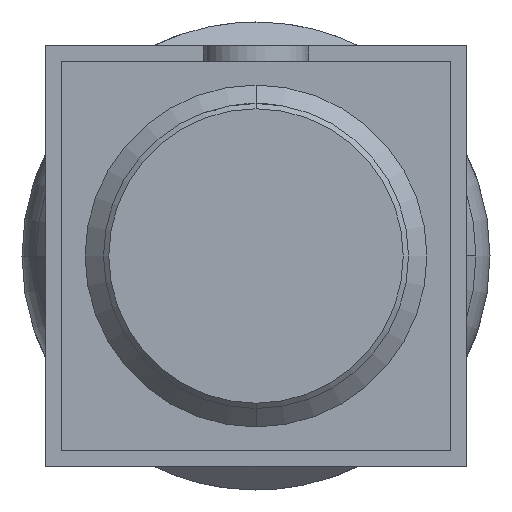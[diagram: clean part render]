
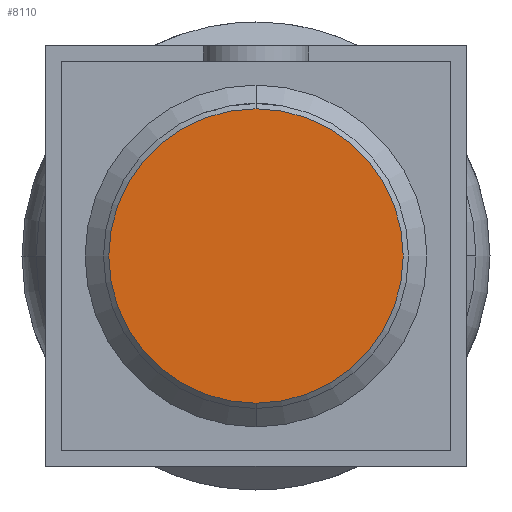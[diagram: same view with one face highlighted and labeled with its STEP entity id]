
A CAD part, front view. The second image highlights one B-rep face of the part: STEP entity #8110.
In plain terms, the highlighted planar face has unit normal (0, -1, 0).
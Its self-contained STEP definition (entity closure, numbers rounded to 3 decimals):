
#387 = FACE_OUTER_BOUND ( 'NONE', #3718, .T. ) ;
#1170 = EDGE_CURVE ( 'Defeature ausgef�hrt2_37+Defeature ausgef�hrt2_38+Defeature ausgef�hrt2_38+Defeature ausgef�hrt2_38', #3384, #6393, #4611, .T. ) ;
#1610 = EDGE_CURVE ( 'Defeature ausgef�hrt2_37+Defeature ausgef�hrt2_38+Defeature ausgef�hrt2_38+Defeature ausgef�hrt2_38', #6393, #3384, #3919, .T. ) ;
#1845 = DIRECTION ( 'NONE',  ( 0., 0., 1. ) ) ;
#3384 = VERTEX_POINT ( 'NONE', #8545 ) ;
#3718 = EDGE_LOOP ( 'NONE', ( #8682, #6859 ) ) ;
#3919 = CIRCLE ( 'NONE', #7708, 2.8 ) ;
#4611 = CIRCLE ( 'NONE', #5432, 2.8 ) ;
#4769 = DIRECTION ( 'NONE',  ( 0., 0., 1. ) ) ;
#5058 = DIRECTION ( 'NONE',  ( 0., -1., 0. ) ) ;
#5432 = AXIS2_PLACEMENT_3D ( 'NONE', #8399, #9144, #1845 ) ;
#6393 = VERTEX_POINT ( 'NONE', #8074 ) ;
#6859 = ORIENTED_EDGE ( 'NONE', *, *, #1170, .T. ) ;
#7579 = PLANE ( 'NONE',  #9271 ) ;
#7708 = AXIS2_PLACEMENT_3D ( 'NONE', #7843, #5058, #8634 ) ;
#7843 = CARTESIAN_POINT ( 'NONE',  ( 0., -41.8, 0. ) ) ;
#8074 = CARTESIAN_POINT ( 'NONE',  ( 0., -41.8, 2.8 ) ) ;
#8110 = ADVANCED_FACE ( 'Defeature ausgef�hrt2_37', ( #387 ), #7579, .F. ) ;
#8399 = CARTESIAN_POINT ( 'NONE',  ( 0., -41.8, 0. ) ) ;
#8545 = CARTESIAN_POINT ( 'NONE',  ( 0., -41.8, -2.8 ) ) ;
#8634 = DIRECTION ( 'NONE',  ( 0., 0., 1. ) ) ;
#8682 = ORIENTED_EDGE ( 'NONE', *, *, #1610, .T. ) ;
#9079 = DIRECTION ( 'NONE',  ( 0., 1., 0. ) ) ;
#9143 = CARTESIAN_POINT ( 'NONE',  ( 0., -41.8, 0. ) ) ;
#9144 = DIRECTION ( 'NONE',  ( 0., -1., 0. ) ) ;
#9271 = AXIS2_PLACEMENT_3D ( 'NONE', #9143, #9079, #4769 ) ;
